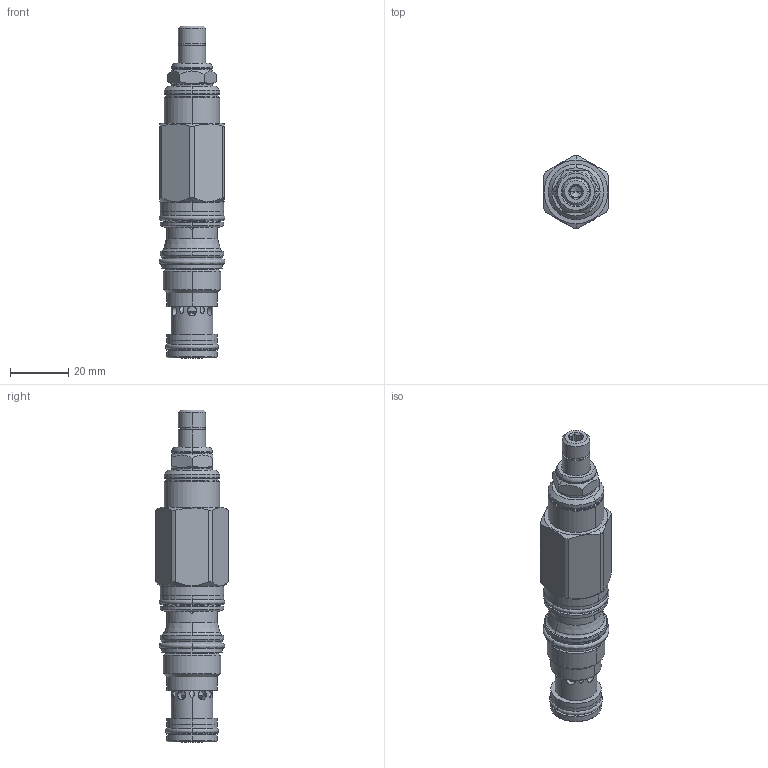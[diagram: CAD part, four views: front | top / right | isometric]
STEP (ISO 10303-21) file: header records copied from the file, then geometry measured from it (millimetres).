
FILE_DESCRIPTION((''),'2;1');
FILE_NAME('SCCA-LAN_PRT','2016-08-04T',('Administrator'),(''),'PRO/ENGINEER BY PARAMETRIC TECHNOLOGY CORPORATION, 2006240','PRO/ENGINEER BY PARAMETRIC TECHNOLOGY CORPORATION, 2006240','');
FILE_SCHEMA(('CONFIG_CONTROL_DESIGN'));
Length unit declared in the file: inch
Products named in the file (1): SCCA-LAN_PRT
Bounding box: 22.55 x 24.84 x 113.58 mm (x, y, z)
Volume: 29994.7 mm3; surface area: 11804 mm2
Topology: 6 solids, 6 shells, 348 faces, 814 edges, 477 vertices
Faces by surface type: cylinder 147, plane 70, cone 66, torus 50, revolution 12, sphere 3
Entity records: 12877 total; most frequent: CARTESIAN_POINT 4911, DIRECTION 1740, ORIENTED_EDGE 1608, EDGE_CURVE 804, AXIS2_PLACEMENT_3D 751, VERTEX_POINT 477, CIRCLE 415, EDGE_LOOP 389
